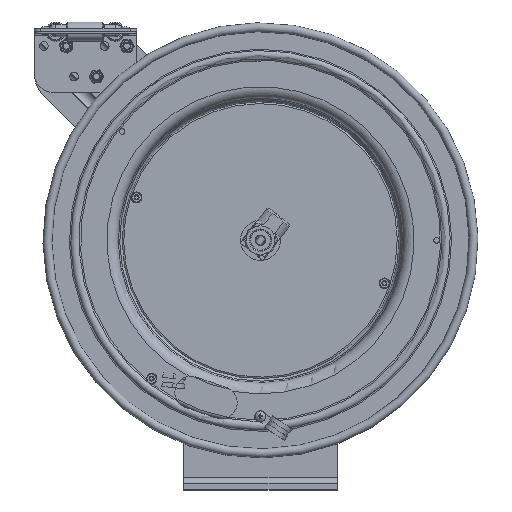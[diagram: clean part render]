
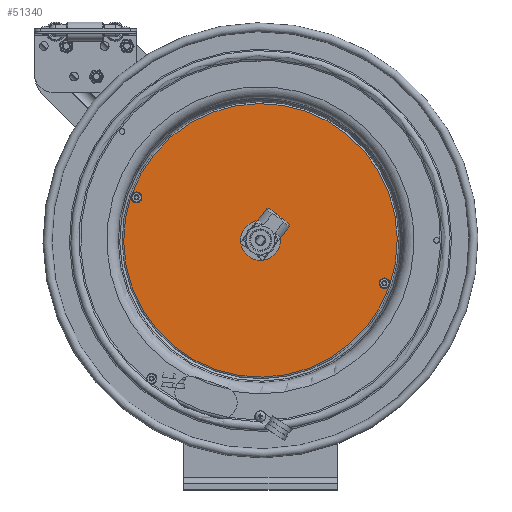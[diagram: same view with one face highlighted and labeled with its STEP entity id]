
A CAD part, top view. The second image highlights one B-rep face of the part: STEP entity #51340.
In plain terms, the highlighted planar face has unit normal (0, 0, 1).
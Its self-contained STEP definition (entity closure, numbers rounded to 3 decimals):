
#1228=FACE_BOUND('',#17496,.T.);
#1229=FACE_BOUND('',#17497,.T.);
#1230=FACE_BOUND('',#17498,.T.);
#1997=PLANE('',#54768);
#15353=FACE_OUTER_BOUND('',#17495,.T.);
#17495=EDGE_LOOP('',(#43892,#43893));
#17496=EDGE_LOOP('',(#43894));
#17497=EDGE_LOOP('',(#43895));
#17498=EDGE_LOOP('',(#43896));
#19540=CIRCLE('',#54763,5.345);
#19541=CIRCLE('',#54764,5.345);
#19545=CIRCLE('',#54769,0.1);
#19546=CIRCLE('',#54770,0.1);
#19547=CIRCLE('',#54771,0.65);
#24037=VERTEX_POINT('',#85362);
#24038=VERTEX_POINT('',#85363);
#24041=VERTEX_POINT('',#85372);
#24042=VERTEX_POINT('',#85374);
#24043=VERTEX_POINT('',#85376);
#32165=EDGE_CURVE('',#24037,#24038,#19540,.T.);
#32166=EDGE_CURVE('',#24038,#24037,#19541,.T.);
#32170=EDGE_CURVE('',#24041,#24041,#19545,.T.);
#32171=EDGE_CURVE('',#24042,#24042,#19546,.T.);
#32172=EDGE_CURVE('',#24043,#24043,#19547,.T.);
#43892=ORIENTED_EDGE('',*,*,#32165,.T.);
#43893=ORIENTED_EDGE('',*,*,#32166,.T.);
#43894=ORIENTED_EDGE('',*,*,#32170,.T.);
#43895=ORIENTED_EDGE('',*,*,#32171,.T.);
#43896=ORIENTED_EDGE('',*,*,#32172,.T.);
#51340=ADVANCED_FACE('',(#15353,#1228,#1229,#1230),#1997,.T.);
#54763=AXIS2_PLACEMENT_3D('',#85364,#63570,#63571);
#54764=AXIS2_PLACEMENT_3D('',#85365,#63572,#63573);
#54768=AXIS2_PLACEMENT_3D('',#85371,#63580,#63581);
#54769=AXIS2_PLACEMENT_3D('',#85373,#63582,#63583);
#54770=AXIS2_PLACEMENT_3D('',#85375,#63584,#63585);
#54771=AXIS2_PLACEMENT_3D('',#85377,#63586,#63587);
#63570=DIRECTION('center_axis',(0.,0.,
1.));
#63571=DIRECTION('ref_axis',(-0.328,-0.945,0.));
#63572=DIRECTION('center_axis',(0.,0.,
1.));
#63573=DIRECTION('ref_axis',(-0.328,-0.945,0.));
#63580=DIRECTION('center_axis',(0.,0.,
1.));
#63581=DIRECTION('ref_axis',(-0.945,0.328,0.));
#63582=DIRECTION('center_axis',(0.,0.,
-1.));
#63583=DIRECTION('ref_axis',(-0.328,-0.945,0.));
#63584=DIRECTION('center_axis',(0.,0.,
-1.));
#63585=DIRECTION('ref_axis',(-0.328,-0.945,0.));
#63586=DIRECTION('center_axis',(0.,0.,
-1.));
#63587=DIRECTION('ref_axis',(0.328,0.945,0.));
#85362=CARTESIAN_POINT('',(3.027,7.026,-18.19));
#85363=CARTESIAN_POINT('',(9.828,10.325,-18.19));
#85364=CARTESIAN_POINT('Origin',(4.778,12.076,-18.19));
#85365=CARTESIAN_POINT('Origin',(4.778,12.076,-18.19));
#85371=CARTESIAN_POINT('Origin',(3.903,9.551,-18.19));
#85372=CARTESIAN_POINT('',(-0.097,13.66,-18.19));
#85373=CARTESIAN_POINT('Origin',(-0.064,13.755,-18.19));
#85374=CARTESIAN_POINT('',(9.588,10.303,-18.19));
#85375=CARTESIAN_POINT('Origin',(9.62,10.397,-18.19));
#85376=CARTESIAN_POINT('',(4.565,11.462,-18.19));
#85377=CARTESIAN_POINT('Origin',(4.778,12.076,-18.19));
